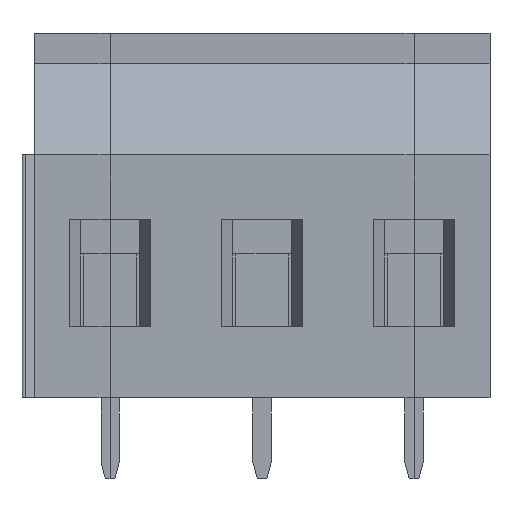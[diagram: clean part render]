
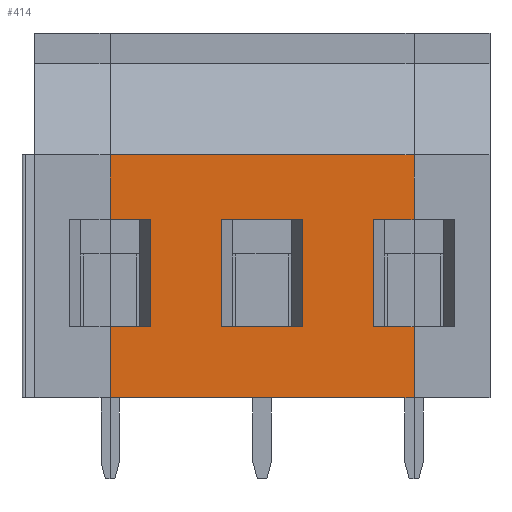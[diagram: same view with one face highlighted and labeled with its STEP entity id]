
A CAD part, left-side view. The second image highlights one B-rep face of the part: STEP entity #414.
In plain terms, the highlighted planar face has unit normal (-1, 0, 0).
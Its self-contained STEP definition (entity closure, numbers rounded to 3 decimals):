
#414 = ADVANCED_FACE( '', ( #901, #902 ), #903, .T. );
#901 = FACE_OUTER_BOUND( '', #1478, .T. );
#902 = FACE_BOUND( '', #1479, .T. );
#903 = PLANE( '', #1480 );
#1478 = EDGE_LOOP( '', ( #2510, #2511, #2512, #2513, #2514, #2515, #2516, #2517, #2518, #2519, #2520, #2521 ) );
#1479 = EDGE_LOOP( '', ( #2522, #2523, #2524, #2525 ) );
#1480 = AXIS2_PLACEMENT_3D( '', #2526, #2527, #2528 );
#2510 = ORIENTED_EDGE( '', *, *, #4003, .T. );
#2511 = ORIENTED_EDGE( '', *, *, #3698, .F. );
#2512 = ORIENTED_EDGE( '', *, *, #4004, .T. );
#2513 = ORIENTED_EDGE( '', *, *, #3720, .T. );
#2514 = ORIENTED_EDGE( '', *, *, #4005, .F. );
#2515 = ORIENTED_EDGE( '', *, *, #4006, .T. );
#2516 = ORIENTED_EDGE( '', *, *, #4007, .T. );
#2517 = ORIENTED_EDGE( '', *, *, #4008, .T. );
#2518 = ORIENTED_EDGE( '', *, *, #4009, .T. );
#2519 = ORIENTED_EDGE( '', *, *, #4010, .T. );
#2520 = ORIENTED_EDGE( '', *, *, #4011, .F. );
#2521 = ORIENTED_EDGE( '', *, *, #4012, .T. );
#2522 = ORIENTED_EDGE( '', *, *, #3868, .T. );
#2523 = ORIENTED_EDGE( '', *, *, #4013, .F. );
#2524 = ORIENTED_EDGE( '', *, *, #4014, .T. );
#2525 = ORIENTED_EDGE( '', *, *, #3682, .F. );
#2526 = CARTESIAN_POINT( '', ( 0., 5., -1. ) );
#2527 = DIRECTION( '', ( -1., 0., 0. ) );
#2528 = DIRECTION( '', ( 0., 0., 1. ) );
#3682 = EDGE_CURVE( '', #4452, #4454, #4455, .T. );
#3698 = EDGE_CURVE( '', #4482, #4484, #4485, .T. );
#3720 = EDGE_CURVE( '', #4519, #4525, #4527, .T. );
#3868 = EDGE_CURVE( '', #4452, #4770, #4772, .T. );
#4003 = EDGE_CURVE( '', #4979, #4484, #4980, .T. );
#4004 = EDGE_CURVE( '', #4482, #4519, #4981, .T. );
#4005 = EDGE_CURVE( '', #4982, #4525, #4983, .T. );
#4006 = EDGE_CURVE( '', #4982, #4984, #4985, .T. );
#4007 = EDGE_CURVE( '', #4984, #4986, #4987, .T. );
#4008 = EDGE_CURVE( '', #4986, #4988, #4989, .T. );
#4009 = EDGE_CURVE( '', #4988, #4990, #4991, .T. );
#4010 = EDGE_CURVE( '', #4990, #4992, #4993, .T. );
#4011 = EDGE_CURVE( '', #4994, #4992, #4995, .T. );
#4012 = EDGE_CURVE( '', #4994, #4979, #4996, .T. );
#4013 = EDGE_CURVE( '', #4997, #4770, #4998, .T. );
#4014 = EDGE_CURVE( '', #4997, #4454, #4999, .T. );
#4452 = VERTEX_POINT( '', #5567 );
#4454 = VERTEX_POINT( '', #5570 );
#4455 = LINE( '', #5571, #5572 );
#4482 = VERTEX_POINT( '', #5611 );
#4484 = VERTEX_POINT( '', #5614 );
#4485 = LINE( '', #5615, #5616 );
#4519 = VERTEX_POINT( '', #5666 );
#4525 = VERTEX_POINT( '', #5675 );
#4527 = LINE( '', #5678, #5679 );
#4770 = VERTEX_POINT( '', #6025 );
#4772 = LINE( '', #6028, #6029 );
#4979 = VERTEX_POINT( '', #6332 );
#4980 = LINE( '', #6333, #6334 );
#4981 = LINE( '', #6335, #6336 );
#4982 = VERTEX_POINT( '', #6337 );
#4983 = LINE( '', #6338, #6339 );
#4984 = VERTEX_POINT( '', #6340 );
#4985 = LINE( '', #6341, #6342 );
#4986 = VERTEX_POINT( '', #6343 );
#4987 = LINE( '', #6344, #6345 );
#4988 = VERTEX_POINT( '', #6346 );
#4989 = LINE( '', #6347, #6348 );
#4990 = VERTEX_POINT( '', #6349 );
#4991 = LINE( '', #6350, #6351 );
#4992 = VERTEX_POINT( '', #6352 );
#4993 = LINE( '', #6353, #6354 );
#4994 = VERTEX_POINT( '', #6355 );
#4995 = LINE( '', #6356, #6357 );
#4996 = LINE( '', #6358, #6359 );
#4997 = VERTEX_POINT( '', #6360 );
#4998 = LINE( '', #6361, #6362 );
#4999 = LINE( '', #6363, #6364 );
#5567 = CARTESIAN_POINT( '', ( 0., -2., 3.5 ) );
#5570 = CARTESIAN_POINT( '', ( 0., -2., 8.8 ) );
#5571 = CARTESIAN_POINT( '', ( 0., -2., -1. ) );
#5572 = VECTOR( '', #6971, 1000. );
#5611 = CARTESIAN_POINT( '', ( 0., -7.5, 0. ) );
#5614 = CARTESIAN_POINT( '', ( 0., 7.5, 0. ) );
#5615 = CARTESIAN_POINT( '', ( 0., 4.92, 0. ) );
#5616 = VECTOR( '', #6985, 1000. );
#5666 = CARTESIAN_POINT( '', ( 0., -7.5, 3.5 ) );
#5675 = CARTESIAN_POINT( '', ( 0., -5.5, 3.5 ) );
#5678 = CARTESIAN_POINT( '', ( 0., 2.42, 3.5 ) );
#5679 = VECTOR( '', #7006, 1000. );
#6025 = CARTESIAN_POINT( '', ( 0., 2., 3.5 ) );
#6028 = CARTESIAN_POINT( '', ( 0., 4.92, 3.5 ) );
#6029 = VECTOR( '', #7153, 1000. );
#6332 = CARTESIAN_POINT( '', ( 0., 7.5, 3.5 ) );
#6333 = CARTESIAN_POINT( '', ( 0., 7.5, -1. ) );
#6334 = VECTOR( '', #7274, 1000. );
#6335 = CARTESIAN_POINT( '', ( 0., -7.5, -1. ) );
#6336 = VECTOR( '', #7275, 1000. );
#6337 = CARTESIAN_POINT( '', ( 0., -5.5, 8.8 ) );
#6338 = CARTESIAN_POINT( '', ( 0., -5.5, -1. ) );
#6339 = VECTOR( '', #7276, 1000. );
#6340 = CARTESIAN_POINT( '', ( 0., -7.5, 8.8 ) );
#6341 = CARTESIAN_POINT( '', ( 0., 2.42, 8.8 ) );
#6342 = VECTOR( '', #7277, 1000. );
#6343 = CARTESIAN_POINT( '', ( 0., -7.5, 12. ) );
#6344 = CARTESIAN_POINT( '', ( 0., -7.5, -1. ) );
#6345 = VECTOR( '', #7278, 1000. );
#6346 = CARTESIAN_POINT( '', ( 0., 7.5, 12. ) );
#6347 = CARTESIAN_POINT( '', ( 0., -5., 12. ) );
#6348 = VECTOR( '', #7279, 1000. );
#6349 = CARTESIAN_POINT( '', ( 0., 7.5, 8.8 ) );
#6350 = CARTESIAN_POINT( '', ( 0., 7.5, -1. ) );
#6351 = VECTOR( '', #7280, 1000. );
#6352 = CARTESIAN_POINT( '', ( 0., 5.5, 8.8 ) );
#6353 = CARTESIAN_POINT( '', ( 0., 7.34, 8.8 ) );
#6354 = VECTOR( '', #7281, 1000. );
#6355 = CARTESIAN_POINT( '', ( 0., 5.5, 3.5 ) );
#6356 = CARTESIAN_POINT( '', ( 0., 5.5, -1. ) );
#6357 = VECTOR( '', #7282, 1000. );
#6358 = CARTESIAN_POINT( '', ( 0., 12.42, 3.5 ) );
#6359 = VECTOR( '', #7283, 1000. );
#6360 = CARTESIAN_POINT( '', ( 0., 2., 8.8 ) );
#6361 = CARTESIAN_POINT( '', ( 0., 2., -1. ) );
#6362 = VECTOR( '', #7284, 1000. );
#6363 = CARTESIAN_POINT( '', ( 0., -0.16, 8.8 ) );
#6364 = VECTOR( '', #7285, 1000. );
#6971 = DIRECTION( '', ( 0., 0., 1. ) );
#6985 = DIRECTION( '', ( 0., 1., 0. ) );
#7006 = DIRECTION( '', ( 0., 1., 0. ) );
#7153 = DIRECTION( '', ( 0., 1., 0. ) );
#7274 = DIRECTION( '', ( 0., 0., -1. ) );
#7275 = DIRECTION( '', ( 0., 0., 1. ) );
#7276 = DIRECTION( '', ( 0., 0., -1. ) );
#7277 = DIRECTION( '', ( 0., -1., 0. ) );
#7278 = DIRECTION( '', ( 0., 0., 1. ) );
#7279 = DIRECTION( '', ( 0., 1., 0. ) );
#7280 = DIRECTION( '', ( 0., 0., -1. ) );
#7281 = DIRECTION( '', ( 0., -1., 0. ) );
#7282 = DIRECTION( '', ( 0., 0., 1. ) );
#7283 = DIRECTION( '', ( 0., 1., 0. ) );
#7284 = DIRECTION( '', ( 0., 0., -1. ) );
#7285 = DIRECTION( '', ( 0., -1., 0. ) );
